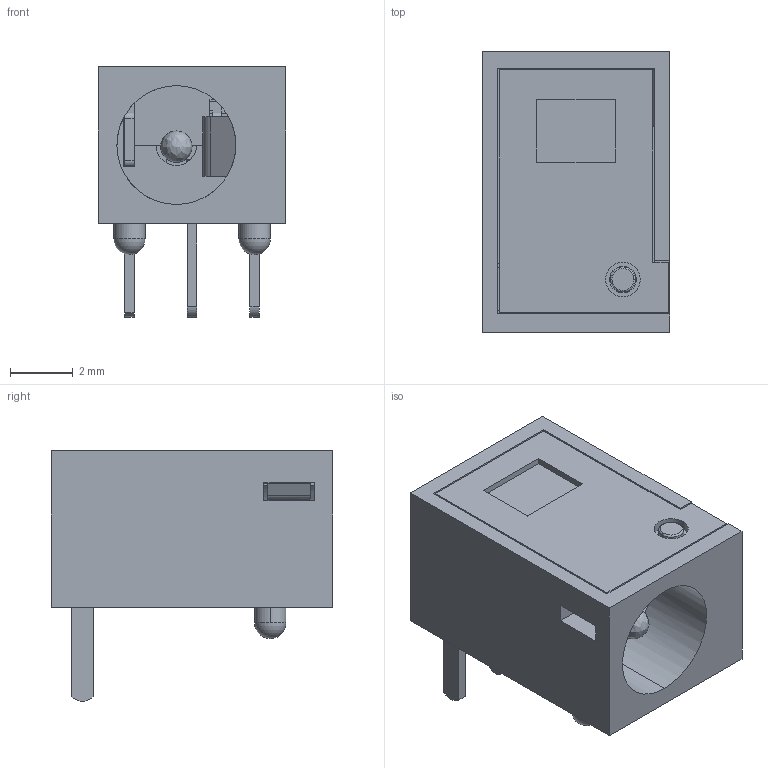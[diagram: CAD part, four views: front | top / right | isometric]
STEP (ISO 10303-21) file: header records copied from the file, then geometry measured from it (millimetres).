
FILE_DESCRIPTION (( 'STEP AP203' ), '1' );
FILE_NAME ('54-00140_revA.STEP', '2018-09-28T00:01:25', ( '' ), ( '' ), 'SwSTEP 2.0', 'SolidWorks 2015', '' );
FILE_SCHEMA (( 'CONFIG_CONTROL_DESIGN' ));
Length unit declared in the file: millimetre
Products named in the file (1): 54-00140_revA
Bounding box: 6 x 9 x 8 mm (x, y, z)
Volume: 171.3 mm3; surface area: 668.6 mm2
Topology: 4 solids, 4 shells, 250 faces, 739 edges, 482 vertices
Faces by surface type: plane 183, cylinder 60, bspline 5, sphere 2
Entity records: 8426 total; most frequent: CARTESIAN_POINT 1630, ORIENTED_EDGE 1464, DIRECTION 1332, EDGE_CURVE 732, LINE 580, VECTOR 580, VERTEX_POINT 480, AXIS2_PLACEMENT_3D 376
